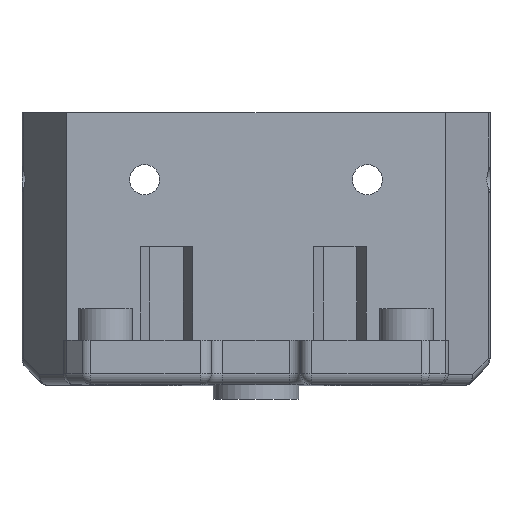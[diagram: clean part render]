
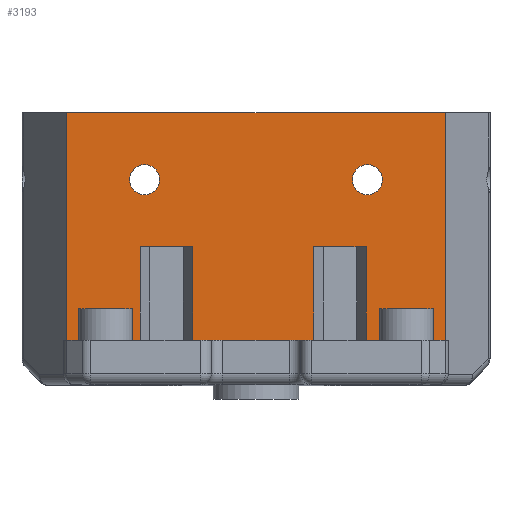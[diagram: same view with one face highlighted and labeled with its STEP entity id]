
A CAD part, top view. The second image highlights one B-rep face of the part: STEP entity #3193.
In plain terms, the highlighted planar face has unit normal (0, 0, 1).
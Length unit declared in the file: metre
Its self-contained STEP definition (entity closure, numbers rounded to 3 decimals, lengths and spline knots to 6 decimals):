
#190=CIRCLE('',#3465,0.00135);
#192=CIRCLE('',#3468,0.00135);
#534=ORIENTED_EDGE('',*,*,#1423,.T.);
#535=ORIENTED_EDGE('',*,*,#1425,.T.);
#536=ORIENTED_EDGE('',*,*,#1247,.T.);
#537=ORIENTED_EDGE('',*,*,#1430,.T.);
#538=ORIENTED_EDGE('',*,*,#1431,.F.);
#539=ORIENTED_EDGE('',*,*,#1432,.T.);
#540=ORIENTED_EDGE('',*,*,#1241,.T.);
#541=ORIENTED_EDGE('',*,*,#1323,.T.);
#542=ORIENTED_EDGE('',*,*,#1433,.T.);
#543=ORIENTED_EDGE('',*,*,#1318,.T.);
#544=ORIENTED_EDGE('',*,*,#1235,.T.);
#545=ORIENTED_EDGE('',*,*,#1396,.F.);
#546=ORIENTED_EDGE('',*,*,#1375,.T.);
#547=ORIENTED_EDGE('',*,*,#1393,.T.);
#1235=EDGE_CURVE('',#1696,#1695,#1984,.T.);
#1241=EDGE_CURVE('',#1702,#1701,#1990,.T.);
#1247=EDGE_CURVE('',#1708,#1707,#1996,.T.);
#1318=EDGE_CURVE('',#1772,#1696,#2048,.T.);
#1323=EDGE_CURVE('',#1701,#1777,#2053,.T.);
#1375=EDGE_CURVE('',#1829,#1828,#2087,.T.);
#1393=EDGE_CURVE('',#1828,#1708,#2095,.T.);
#1396=EDGE_CURVE('',#1829,#1695,#2097,.T.);
#1423=EDGE_CURVE('',#1870,#1870,#190,.T.);
#1425=EDGE_CURVE('',#1872,#1872,#192,.T.);
#1430=EDGE_CURVE('',#1707,#1876,#2117,.T.);
#1431=EDGE_CURVE('',#1877,#1876,#2118,.T.);
#1432=EDGE_CURVE('',#1877,#1702,#2119,.T.);
#1433=EDGE_CURVE('',#1777,#1772,#2120,.T.);
#1695=VERTEX_POINT('',#4818);
#1696=VERTEX_POINT('',#4820);
#1701=VERTEX_POINT('',#4830);
#1702=VERTEX_POINT('',#4832);
#1707=VERTEX_POINT('',#4842);
#1708=VERTEX_POINT('',#4844);
#1772=VERTEX_POINT('',#4979);
#1777=VERTEX_POINT('',#4994);
#1828=VERTEX_POINT('',#5100);
#1829=VERTEX_POINT('',#5102);
#1870=VERTEX_POINT('',#5217);
#1872=VERTEX_POINT('',#5222);
#1876=VERTEX_POINT('',#5233);
#1877=VERTEX_POINT('',#5235);
#1984=LINE('',#4819,#2266);
#1990=LINE('',#4831,#2272);
#1996=LINE('',#4843,#2278);
#2048=LINE('',#4985,#2330);
#2053=LINE('',#4995,#2335);
#2087=LINE('',#5101,#2369);
#2095=LINE('',#5143,#2377);
#2097=LINE('',#5148,#2379);
#2117=LINE('',#5232,#2399);
#2118=LINE('',#5234,#2400);
#2119=LINE('',#5236,#2401);
#2120=LINE('',#5237,#2402);
#2266=VECTOR('',#3778,1.);
#2272=VECTOR('',#3784,1.);
#2278=VECTOR('',#3790,1.);
#2330=VECTOR('',#3888,1.);
#2335=VECTOR('',#3897,1.);
#2369=VECTOR('',#3973,1.);
#2377=VECTOR('',#4001,1.);
#2379=VECTOR('',#4007,1.);
#2399=VECTOR('',#4079,1.);
#2400=VECTOR('',#4080,1.);
#2401=VECTOR('',#4081,1.);
#2402=VECTOR('',#4082,1.);
#2601=EDGE_LOOP('',(#534));
#2602=EDGE_LOOP('',(#535));
#2603=EDGE_LOOP('',(#536,#537,#538,#539,#540,#541,#542,#543,#544,#545,#546,
#547));
#2869=FACE_BOUND('',#2601,.T.);
#2870=FACE_BOUND('',#2602,.T.);
#2871=FACE_BOUND('',#2603,.T.);
#3093=PLANE('',#3471);
#3193=ADVANCED_FACE('',(#2869,#2870,#2871),#3093,.F.);
#3465=AXIS2_PLACEMENT_3D('',#5216,#4062,#4063);
#3468=AXIS2_PLACEMENT_3D('',#5221,#4068,#4069);
#3471=AXIS2_PLACEMENT_3D('',#5231,#4077,#4078);
#3778=DIRECTION('',(1.,0.,0.));
#3784=DIRECTION('',(1.,0.,0.));
#3790=DIRECTION('',(1.,0.,0.));
#3888=DIRECTION('',(0.,-1.,0.));
#3897=DIRECTION('',(0.,1.,0.));
#3973=DIRECTION('',(-1.,0.,0.));
#4001=DIRECTION('',(0.,-1.,0.));
#4007=DIRECTION('',(0.,-1.,0.));
#4062=DIRECTION('',(0.,0.,-1.));
#4063=DIRECTION('',(0.,1.,0.));
#4068=DIRECTION('',(0.,0.,-1.));
#4069=DIRECTION('',(0.,1.,0.));
#4077=DIRECTION('',(0.,0.,-1.));
#4078=DIRECTION('',(1.,0.,0.));
#4079=DIRECTION('',(0.,1.,0.));
#4080=DIRECTION('',(-1.,0.,0.));
#4081=DIRECTION('',(0.,-1.,0.));
#4082=DIRECTION('',(1.,0.,0.));
#4818=CARTESIAN_POINT('',(0.017,-0.026347,0.));
#4819=CARTESIAN_POINT('',(0.,-0.026347,0.));
#4820=CARTESIAN_POINT('',(0.00988,-0.026347,0.));
#4830=CARTESIAN_POINT('',(0.005176,-0.026347,0.));
#4831=CARTESIAN_POINT('',(0.,-0.026347,0.));
#4832=CARTESIAN_POINT('',(-0.005676,-0.026347,0.));
#4842=CARTESIAN_POINT('',(-0.01038,-0.026347,0.));
#4843=CARTESIAN_POINT('',(0.,-0.026347,0.));
#4844=CARTESIAN_POINT('',(-0.017,-0.026347,0.));
#4979=CARTESIAN_POINT('',(0.00988,-0.017847,0.));
#4985=CARTESIAN_POINT('',(0.00988,-0.004297,0.));
#4994=CARTESIAN_POINT('',(0.005176,-0.017847,0.));
#4995=CARTESIAN_POINT('',(0.005176,-0.004297,0.));
#5100=CARTESIAN_POINT('',(-0.017,-0.005847,0.));
#5101=CARTESIAN_POINT('',(-0.0135,-0.005847,0.));
#5102=CARTESIAN_POINT('',(0.017,-0.005847,0.));
#5143=CARTESIAN_POINT('',(-0.017,-0.016097,0.));
#5148=CARTESIAN_POINT('',(0.017,-0.016097,0.));
#5216=CARTESIAN_POINT('',(0.01,-0.011847,0.));
#5217=CARTESIAN_POINT('',(0.01,-0.010497,0.));
#5221=CARTESIAN_POINT('',(-0.01,-0.011847,0.));
#5222=CARTESIAN_POINT('',(-0.01,-0.010497,0.));
#5231=CARTESIAN_POINT('',(0.,-0.004297,0.));
#5232=CARTESIAN_POINT('',(-0.01038,-0.004297,0.));
#5233=CARTESIAN_POINT('',(-0.01038,-0.017847,0.));
#5234=CARTESIAN_POINT('',(-0.01,-0.017847,0.));
#5235=CARTESIAN_POINT('',(-0.005676,-0.017847,0.));
#5236=CARTESIAN_POINT('',(-0.005676,-0.004297,0.));
#5237=CARTESIAN_POINT('',(0.01,-0.017847,0.));
